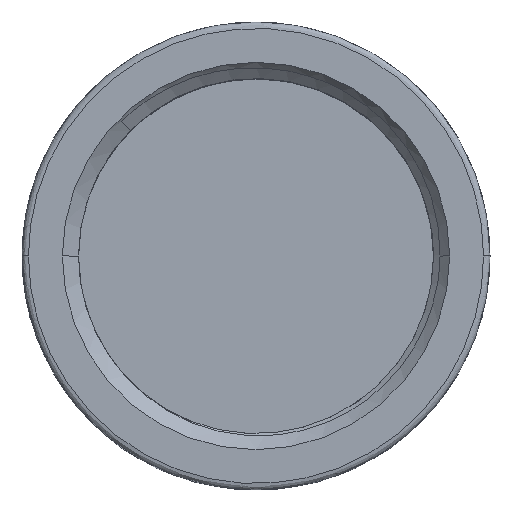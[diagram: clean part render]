
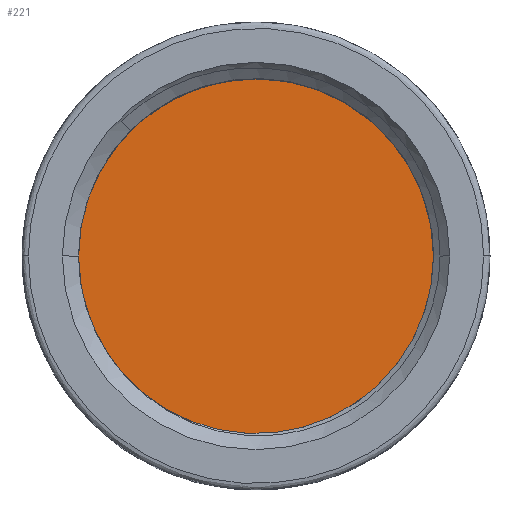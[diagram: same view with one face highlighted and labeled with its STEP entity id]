
A CAD part, top view. The second image highlights one B-rep face of the part: STEP entity #221.
In plain terms, the highlighted planar face has unit normal (0, 0, 1).
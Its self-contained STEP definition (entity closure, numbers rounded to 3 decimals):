
#26 = DIRECTION ( 'NONE',  ( 1., 0., 0. ) ) ;
#112 = CARTESIAN_POINT ( 'NONE',  ( -5.5, 0., 3. ) ) ;
#164 = CARTESIAN_POINT ( 'NONE',  ( 0., 0., 3. ) ) ;
#211 = EDGE_CURVE ( 'NONE', #3647, #3907, #3554, .T. ) ;
#221 = ADVANCED_FACE ( 'NONE', ( #1607 ), #2571, .T. ) ;
#293 = AXIS2_PLACEMENT_3D ( 'NONE', #2558, #392, #2933 ) ;
#372 = ORIENTED_EDGE ( 'NONE', *, *, #211, .T. ) ;
#392 = DIRECTION ( 'NONE',  ( 0., 0., 1. ) ) ;
#532 = DIRECTION ( 'NONE',  ( 1., 0., 0. ) ) ;
#1204 = AXIS2_PLACEMENT_3D ( 'NONE', #164, #2700, #532 ) ;
#1607 = FACE_OUTER_BOUND ( 'NONE', #3516, .T. ) ;
#1703 = ORIENTED_EDGE ( 'NONE', *, *, #3179, .T. ) ;
#2206 = DIRECTION ( 'NONE',  ( 0., 0., 1. ) ) ;
#2558 = CARTESIAN_POINT ( 'NONE',  ( 0., 0., 3. ) ) ;
#2571 = PLANE ( 'NONE',  #293 ) ;
#2660 = CARTESIAN_POINT ( 'NONE',  ( 5.5, 0., 3. ) ) ;
#2700 = DIRECTION ( 'NONE',  ( 0., 0., 1. ) ) ;
#2933 = DIRECTION ( 'NONE',  ( 1., 0., 0. ) ) ;
#3102 = CIRCLE ( 'NONE', #1204, 5.5 ) ;
#3179 = EDGE_CURVE ( 'NONE', #3907, #3647, #3102, .T. ) ;
#3516 = EDGE_LOOP ( 'NONE', ( #372, #1703 ) ) ;
#3554 = CIRCLE ( 'NONE', #3803, 5.5 ) ;
#3647 = VERTEX_POINT ( 'NONE', #112 ) ;
#3803 = AXIS2_PLACEMENT_3D ( 'NONE', #4396, #2206, #26 ) ;
#3907 = VERTEX_POINT ( 'NONE', #2660 ) ;
#4396 = CARTESIAN_POINT ( 'NONE',  ( 0., 0., 3. ) ) ;
